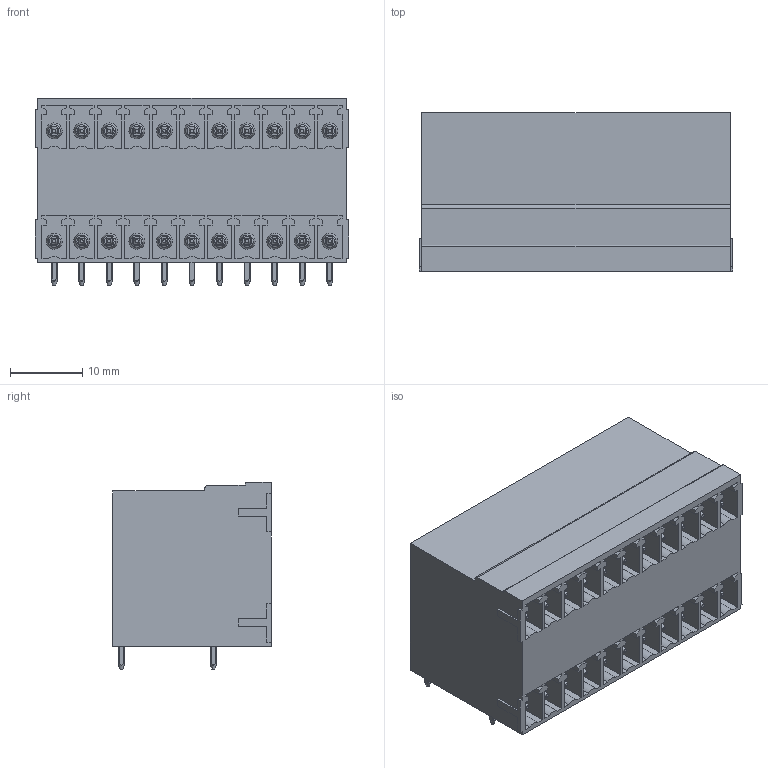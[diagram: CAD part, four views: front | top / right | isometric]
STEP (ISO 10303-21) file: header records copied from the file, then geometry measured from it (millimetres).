
FILE_DESCRIPTION(('CATIA V5 STEP Exchange','CAx-IF Rec.Pracs.--- Model Styling and Organization---1.2---2011-12-15'),'2;1');
FILE_NAME ('D1460826_0_1973820000_1973820000.stp','2018-10-05T05:08:02+00:00',('none'),('Weidmueller'),'CATIA Version 5-6 Release 2014','CATIA V5 STEP AP214','none');
FILE_SCHEMA(('AUTOMOTIVE_DESIGN { 1 0 10303 214 1 1 1 1 }'));
Length unit declared in the file: millimetre
Products named in the file (1): 1973820000
Bounding box: 43.3 x 21.9 x 25.9 mm (x, y, z)
Volume: 17917.6 mm3; surface area: 10947 mm2
Topology: 23 solids, 23 shells, 1452 faces, 3976 edges, 2614 vertices
Faces by surface type: plane 944, cylinder 332, cone 132, torus 44
Entity records: 44207 total; most frequent: CARTESIAN_POINT 12091, ORIENTED_EDGE 7952, DIRECTION 4482, EDGE_CURVE 3976, VECTOR 2782, LINE 2782, VERTEX_POINT 2614, EDGE_LOOP 1540
